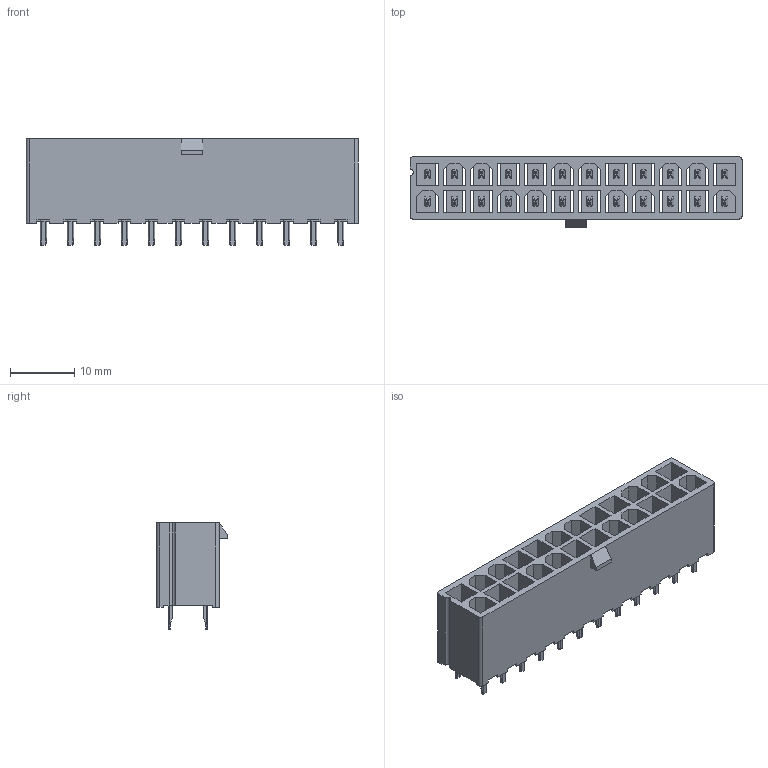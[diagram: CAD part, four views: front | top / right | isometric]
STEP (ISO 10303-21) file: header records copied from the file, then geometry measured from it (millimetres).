
FILE_DESCRIPTION (( 'STEP AP214' ), '1' );
FILE_NAME ('FWF42001-D24S22TK-REF.STEP', '2025-09-01T03:15:31', ( '' ), ( '' ), 'SwSTEP 2.0', 'SolidWorks 2021', '' );
FILE_SCHEMA (( 'AUTOMOTIVE_DESIGN' ));
Length unit declared in the file: millimetre
Products named in the file (1): FWF42001-D24S22TK-REF
Bounding box: 51.6 x 10.97 x 16.5 mm (x, y, z)
Volume: 3404.2 mm3; surface area: 7209.6 mm2
Topology: 1 solids, 1 shells, 2294 faces, 6050 edges, 3694 vertices
Faces by surface type: plane 1808, cylinder 486
Entity records: 69152 total; most frequent: CARTESIAN_POINT 12615, ORIENTED_EDGE 12100, DIRECTION 11324, EDGE_CURVE 6050, LINE 4982, VECTOR 4982, VERTEX_POINT 3694, AXIS2_PLACEMENT_3D 3171
